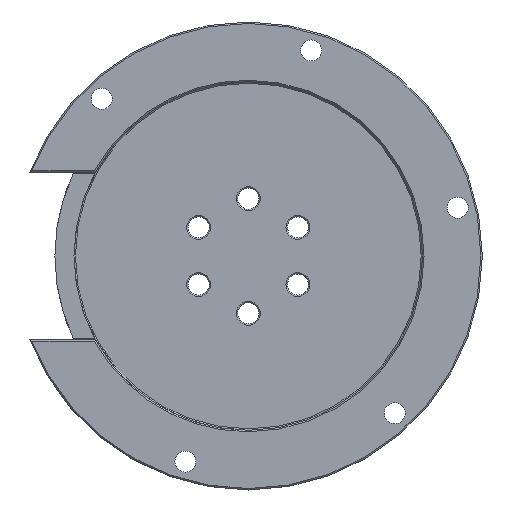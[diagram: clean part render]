
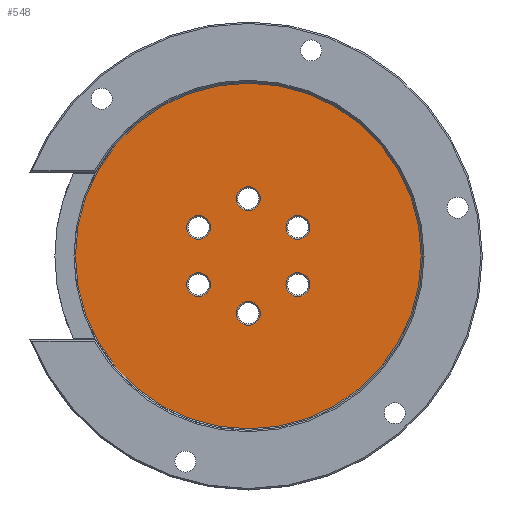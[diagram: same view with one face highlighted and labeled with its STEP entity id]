
A CAD part, front view. The second image highlights one B-rep face of the part: STEP entity #548.
In plain terms, the highlighted planar face has unit normal (0, -1, 0).
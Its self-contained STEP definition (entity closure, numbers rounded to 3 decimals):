
#10 = CIRCLE ( 'NONE', #3074, 2.5 ) ;
#31 = CARTESIAN_POINT ( 'NONE',  ( -10.392, 17.8, 8.5 ) ) ;
#53 = ORIENTED_EDGE ( 'NONE', *, *, #3027, .T. ) ;
#94 = VERTEX_POINT ( 'NONE', #2288 ) ;
#130 = CARTESIAN_POINT ( 'NONE',  ( 0., 17.8, 12. ) ) ;
#170 = DIRECTION ( 'NONE',  ( 0., 1., 0. ) ) ;
#226 = VERTEX_POINT ( 'NONE', #3886 ) ;
#253 = FACE_BOUND ( 'NONE', #1338, .T. ) ;
#298 = CARTESIAN_POINT ( 'NONE',  ( 0., 17.8, 9.5 ) ) ;
#318 = CIRCLE ( 'NONE', #876, 2.5 ) ;
#328 = DIRECTION ( 'NONE',  ( 0., -1., 0. ) ) ;
#347 = VERTEX_POINT ( 'NONE', #1830 ) ;
#436 = DIRECTION ( 'NONE',  ( 0., 1., 0. ) ) ;
#463 = AXIS2_PLACEMENT_3D ( 'NONE', #1202, #2061, #2964 ) ;
#467 = CIRCLE ( 'NONE', #3570, 2.5 ) ;
#493 = CARTESIAN_POINT ( 'NONE',  ( 0., 17.8, 0. ) ) ;
#500 = EDGE_CURVE ( 'NONE', #2217, #1800, #3293, .T. ) ;
#519 = CIRCLE ( 'NONE', #2171, 2.5 ) ;
#548 = ADVANCED_FACE ( 'NONE', ( #2984, #253, #597, #2338, #3862, #1787, #3904 ), #3589, .F. ) ;
#553 = CARTESIAN_POINT ( 'NONE',  ( 10.392, 17.8, -6. ) ) ;
#554 = AXIS2_PLACEMENT_3D ( 'NONE', #553, #884, #1812 ) ;
#573 = EDGE_CURVE ( 'NONE', #1639, #2975, #1064, .T. ) ;
#589 = CARTESIAN_POINT ( 'NONE',  ( 0., 17.8, -36.2 ) ) ;
#597 = FACE_BOUND ( 'NONE', #2860, .T. ) ;
#599 = VERTEX_POINT ( 'NONE', #298 ) ;
#647 = DIRECTION ( 'NONE',  ( 0., 0., 1. ) ) ;
#692 = CARTESIAN_POINT ( 'NONE',  ( 10.392, 17.8, 8.5 ) ) ;
#700 = AXIS2_PLACEMENT_3D ( 'NONE', #2715, #3289, #859 ) ;
#730 = ORIENTED_EDGE ( 'NONE', *, *, #3152, .T. ) ;
#735 = CARTESIAN_POINT ( 'NONE',  ( -10.392, 17.8, 6. ) ) ;
#846 = AXIS2_PLACEMENT_3D ( 'NONE', #1397, #1416, #3831 ) ;
#859 = DIRECTION ( 'NONE',  ( 0., 0., 1. ) ) ;
#874 = DIRECTION ( 'NONE',  ( 0., 0., 1. ) ) ;
#876 = AXIS2_PLACEMENT_3D ( 'NONE', #933, #1558, #647 ) ;
#884 = DIRECTION ( 'NONE',  ( 0., 1., 0. ) ) ;
#933 = CARTESIAN_POINT ( 'NONE',  ( -10.392, 17.8, -6. ) ) ;
#949 = ORIENTED_EDGE ( 'NONE', *, *, #500, .T. ) ;
#956 = DIRECTION ( 'NONE',  ( 0., 0., 1. ) ) ;
#1006 = CIRCLE ( 'NONE', #700, 2.5 ) ;
#1011 = AXIS2_PLACEMENT_3D ( 'NONE', #2879, #2936, #1953 ) ;
#1018 = ORIENTED_EDGE ( 'NONE', *, *, #3555, .T. ) ;
#1042 = DIRECTION ( 'NONE',  ( 0., 0., 1. ) ) ;
#1064 = CIRCLE ( 'NONE', #554, 2.5 ) ;
#1202 = CARTESIAN_POINT ( 'NONE',  ( 10.392, 17.8, -6. ) ) ;
#1214 = DIRECTION ( 'NONE',  ( 0., 1., 0. ) ) ;
#1275 = CARTESIAN_POINT ( 'NONE',  ( 0., 17.8, 0. ) ) ;
#1330 = CIRCLE ( 'NONE', #1011, 2.5 ) ;
#1338 = EDGE_LOOP ( 'NONE', ( #730, #2002 ) ) ;
#1352 = ORIENTED_EDGE ( 'NONE', *, *, #2348, .T. ) ;
#1383 = ORIENTED_EDGE ( 'NONE', *, *, #3370, .T. ) ;
#1397 = CARTESIAN_POINT ( 'NONE',  ( -10.392, 17.8, -6. ) ) ;
#1410 = DIRECTION ( 'NONE',  ( 0., -1., 0. ) ) ;
#1416 = DIRECTION ( 'NONE',  ( 0., 1., 0. ) ) ;
#1520 = EDGE_LOOP ( 'NONE', ( #3704, #3217 ) ) ;
#1532 = AXIS2_PLACEMENT_3D ( 'NONE', #130, #3160, #3683 ) ;
#1557 = ORIENTED_EDGE ( 'NONE', *, *, #1866, .T. ) ;
#1558 = DIRECTION ( 'NONE',  ( 0., 1., 0. ) ) ;
#1568 = EDGE_CURVE ( 'NONE', #2681, #94, #519, .T. ) ;
#1575 = AXIS2_PLACEMENT_3D ( 'NONE', #493, #1410, #2286 ) ;
#1594 = ORIENTED_EDGE ( 'NONE', *, *, #573, .T. ) ;
#1607 = VERTEX_POINT ( 'NONE', #3013 ) ;
#1639 = VERTEX_POINT ( 'NONE', #1991 ) ;
#1728 = CIRCLE ( 'NONE', #846, 2.5 ) ;
#1747 = CARTESIAN_POINT ( 'NONE',  ( 0., 17.8, -14.5 ) ) ;
#1787 = FACE_BOUND ( 'NONE', #1520, .T. ) ;
#1800 = VERTEX_POINT ( 'NONE', #3021 ) ;
#1812 = DIRECTION ( 'NONE',  ( 0., 0., 1. ) ) ;
#1830 = CARTESIAN_POINT ( 'NONE',  ( 0., 17.8, 14.5 ) ) ;
#1866 = EDGE_CURVE ( 'NONE', #599, #347, #2361, .T. ) ;
#1953 = DIRECTION ( 'NONE',  ( 0., 0., 1. ) ) ;
#1991 = CARTESIAN_POINT ( 'NONE',  ( 10.392, 17.8, -8.5 ) ) ;
#2002 = ORIENTED_EDGE ( 'NONE', *, *, #3070, .T. ) ;
#2061 = DIRECTION ( 'NONE',  ( 0., 1., 0. ) ) ;
#2086 = AXIS2_PLACEMENT_3D ( 'NONE', #3263, #3298, #3549 ) ;
#2088 = CIRCLE ( 'NONE', #3359, 2.5 ) ;
#2089 = VERTEX_POINT ( 'NONE', #1747 ) ;
#2116 = CARTESIAN_POINT ( 'NONE',  ( -10.392, 17.8, -3.5 ) ) ;
#2118 = CARTESIAN_POINT ( 'NONE',  ( 10.392, 17.8, 6. ) ) ;
#2119 = AXIS2_PLACEMENT_3D ( 'NONE', #735, #436, #3494 ) ;
#2171 = AXIS2_PLACEMENT_3D ( 'NONE', #2118, #1214, #874 ) ;
#2217 = VERTEX_POINT ( 'NONE', #589 ) ;
#2286 = DIRECTION ( 'NONE',  ( 0., 0., 1. ) ) ;
#2288 = CARTESIAN_POINT ( 'NONE',  ( 10.392, 17.8, 3.5 ) ) ;
#2338 = FACE_BOUND ( 'NONE', #3121, .T. ) ;
#2348 = EDGE_CURVE ( 'NONE', #1607, #3641, #1330, .T. ) ;
#2361 = CIRCLE ( 'NONE', #1532, 2.5 ) ;
#2408 = CARTESIAN_POINT ( 'NONE',  ( -10.392, 17.8, -8.5 ) ) ;
#2434 = CIRCLE ( 'NONE', #2119, 2.5 ) ;
#2474 = CARTESIAN_POINT ( 'NONE',  ( 10.392, 17.8, -3.5 ) ) ;
#2539 = CIRCLE ( 'NONE', #3731, 36.2 ) ;
#2549 = ORIENTED_EDGE ( 'NONE', *, *, #2865, .T. ) ;
#2681 = VERTEX_POINT ( 'NONE', #692 ) ;
#2693 = DIRECTION ( 'NONE',  ( 0., 1., 0. ) ) ;
#2715 = CARTESIAN_POINT ( 'NONE',  ( 0., 17.8, 12. ) ) ;
#2728 = DIRECTION ( 'NONE',  ( 0., 0., 1. ) ) ;
#2729 = DIRECTION ( 'NONE',  ( 0., 0., 1. ) ) ;
#2737 = EDGE_CURVE ( 'NONE', #2089, #226, #2088, .T. ) ;
#2860 = EDGE_LOOP ( 'NONE', ( #1352, #1383 ) ) ;
#2865 = EDGE_CURVE ( 'NONE', #347, #599, #1006, .T. ) ;
#2879 = CARTESIAN_POINT ( 'NONE',  ( -10.392, 17.8, 6. ) ) ;
#2921 = EDGE_LOOP ( 'NONE', ( #3615, #3412 ) ) ;
#2936 = DIRECTION ( 'NONE',  ( 0., 1., 0. ) ) ;
#2964 = DIRECTION ( 'NONE',  ( 0., 0., 1. ) ) ;
#2975 = VERTEX_POINT ( 'NONE', #2474 ) ;
#2984 = FACE_BOUND ( 'NONE', #2921, .T. ) ;
#3009 = CARTESIAN_POINT ( 'NONE',  ( 0., 17.8, -12. ) ) ;
#3013 = CARTESIAN_POINT ( 'NONE',  ( -10.392, 17.8, 3.5 ) ) ;
#3021 = CARTESIAN_POINT ( 'NONE',  ( 0., 17.8, 36.2 ) ) ;
#3027 = EDGE_CURVE ( 'NONE', #1800, #2217, #2539, .T. ) ;
#3070 = EDGE_CURVE ( 'NONE', #3215, #3802, #318, .T. ) ;
#3074 = AXIS2_PLACEMENT_3D ( 'NONE', #3009, #3330, #2729 ) ;
#3121 = EDGE_LOOP ( 'NONE', ( #1557, #2549 ) ) ;
#3151 = EDGE_LOOP ( 'NONE', ( #1594, #1018 ) ) ;
#3152 = EDGE_CURVE ( 'NONE', #3802, #3215, #1728, .T. ) ;
#3160 = DIRECTION ( 'NONE',  ( 0., 1., 0. ) ) ;
#3208 = EDGE_CURVE ( 'NONE', #226, #2089, #10, .T. ) ;
#3215 = VERTEX_POINT ( 'NONE', #2116 ) ;
#3217 = ORIENTED_EDGE ( 'NONE', *, *, #1568, .T. ) ;
#3263 = CARTESIAN_POINT ( 'NONE',  ( 0., 17.8, 0. ) ) ;
#3289 = DIRECTION ( 'NONE',  ( 0., 1., 0. ) ) ;
#3293 = CIRCLE ( 'NONE', #1575, 36.2 ) ;
#3298 = DIRECTION ( 'NONE',  ( 0., 1., 0. ) ) ;
#3330 = DIRECTION ( 'NONE',  ( 0., 1., 0. ) ) ;
#3331 = EDGE_LOOP ( 'NONE', ( #949, #53 ) ) ;
#3359 = AXIS2_PLACEMENT_3D ( 'NONE', #3759, #170, #1042 ) ;
#3370 = EDGE_CURVE ( 'NONE', #3641, #1607, #2434, .T. ) ;
#3412 = ORIENTED_EDGE ( 'NONE', *, *, #3208, .T. ) ;
#3494 = DIRECTION ( 'NONE',  ( 0., 0., 1. ) ) ;
#3549 = DIRECTION ( 'NONE',  ( 0., 0., 1. ) ) ;
#3555 = EDGE_CURVE ( 'NONE', #2975, #1639, #3751, .T. ) ;
#3570 = AXIS2_PLACEMENT_3D ( 'NONE', #3865, #2693, #2728 ) ;
#3589 = PLANE ( 'NONE',  #2086 ) ;
#3615 = ORIENTED_EDGE ( 'NONE', *, *, #2737, .T. ) ;
#3641 = VERTEX_POINT ( 'NONE', #31 ) ;
#3683 = DIRECTION ( 'NONE',  ( 0., 0., 1. ) ) ;
#3704 = ORIENTED_EDGE ( 'NONE', *, *, #3823, .T. ) ;
#3731 = AXIS2_PLACEMENT_3D ( 'NONE', #1275, #328, #956 ) ;
#3751 = CIRCLE ( 'NONE', #463, 2.5 ) ;
#3759 = CARTESIAN_POINT ( 'NONE',  ( 0., 17.8, -12. ) ) ;
#3802 = VERTEX_POINT ( 'NONE', #2408 ) ;
#3823 = EDGE_CURVE ( 'NONE', #94, #2681, #467, .T. ) ;
#3831 = DIRECTION ( 'NONE',  ( 0., 0., 1. ) ) ;
#3862 = FACE_BOUND ( 'NONE', #3151, .T. ) ;
#3865 = CARTESIAN_POINT ( 'NONE',  ( 10.392, 17.8, 6. ) ) ;
#3886 = CARTESIAN_POINT ( 'NONE',  ( 0., 17.8, -9.5 ) ) ;
#3904 = FACE_OUTER_BOUND ( 'NONE', #3331, .T. ) ;
